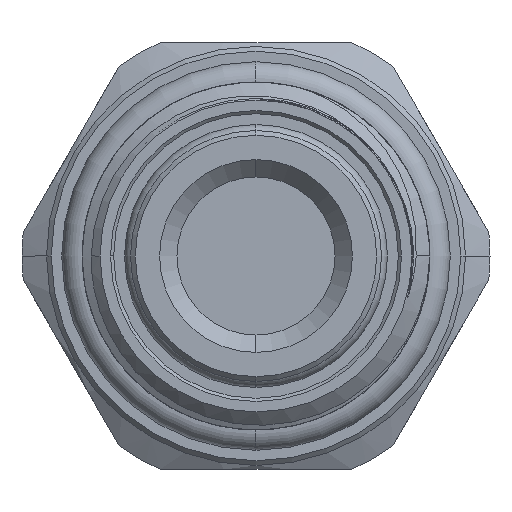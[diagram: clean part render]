
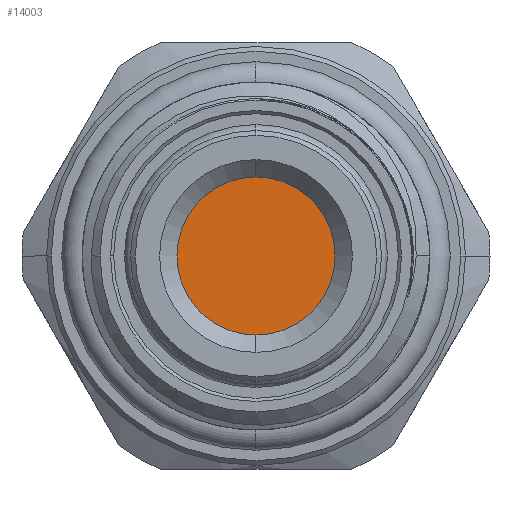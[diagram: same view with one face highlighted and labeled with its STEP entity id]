
A CAD part, left-side view. The second image highlights one B-rep face of the part: STEP entity #14003.
In plain terms, the highlighted planar face has unit normal (-1, 0, 0).
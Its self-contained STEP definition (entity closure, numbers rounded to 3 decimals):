
#1591 = DIRECTION ( 'NONE',  ( 0., 0., 1. ) ) ;
#1833 = CARTESIAN_POINT ( 'NONE',  ( -10.582, 0., 0. ) ) ;
#3658 = CARTESIAN_POINT ( 'NONE',  ( -10.582, 0., 0. ) ) ;
#6194 = ORIENTED_EDGE ( 'NONE', *, *, #31541, .T. ) ;
#7639 = CARTESIAN_POINT ( 'NONE',  ( -10.582, 0., 5. ) ) ;
#8225 = AXIS2_PLACEMENT_3D ( 'NONE', #1833, #21012, #1591 ) ;
#9451 = ORIENTED_EDGE ( 'NONE', *, *, #31756, .T. ) ;
#10058 = AXIS2_PLACEMENT_3D ( 'NONE', #20567, #23368, #12554 ) ;
#11260 = CARTESIAN_POINT ( 'NONE',  ( -10.582, 0., -5. ) ) ;
#12554 = DIRECTION ( 'NONE',  ( 0., 0., 1. ) ) ;
#12572 = CIRCLE ( 'NONE', #8225, 5. ) ;
#14003 = ADVANCED_FACE ( 'NONE', ( #26936 ), #25644, .T. ) ;
#15030 = DIRECTION ( 'NONE',  ( -1., 0., 0. ) ) ;
#16916 = EDGE_LOOP ( 'NONE', ( #9451, #6194 ) ) ;
#20190 = DIRECTION ( 'NONE',  ( 0., 0., 1. ) ) ;
#20567 = CARTESIAN_POINT ( 'NONE',  ( -10.582, 0., 0. ) ) ;
#21012 = DIRECTION ( 'NONE',  ( -1., 0., 0. ) ) ;
#21478 = AXIS2_PLACEMENT_3D ( 'NONE', #3658, #15030, #20190 ) ;
#22174 = CIRCLE ( 'NONE', #10058, 5. ) ;
#23368 = DIRECTION ( 'NONE',  ( -1., 0., 0. ) ) ;
#25644 = PLANE ( 'NONE',  #21478 ) ;
#26936 = FACE_OUTER_BOUND ( 'NONE', #16916, .T. ) ;
#27272 = VERTEX_POINT ( 'NONE', #11260 ) ;
#31541 = EDGE_CURVE ( 'NONE', #27272, #34820, #22174, .T. ) ;
#31756 = EDGE_CURVE ( 'NONE', #34820, #27272, #12572, .T. ) ;
#34820 = VERTEX_POINT ( 'NONE', #7639 ) ;
